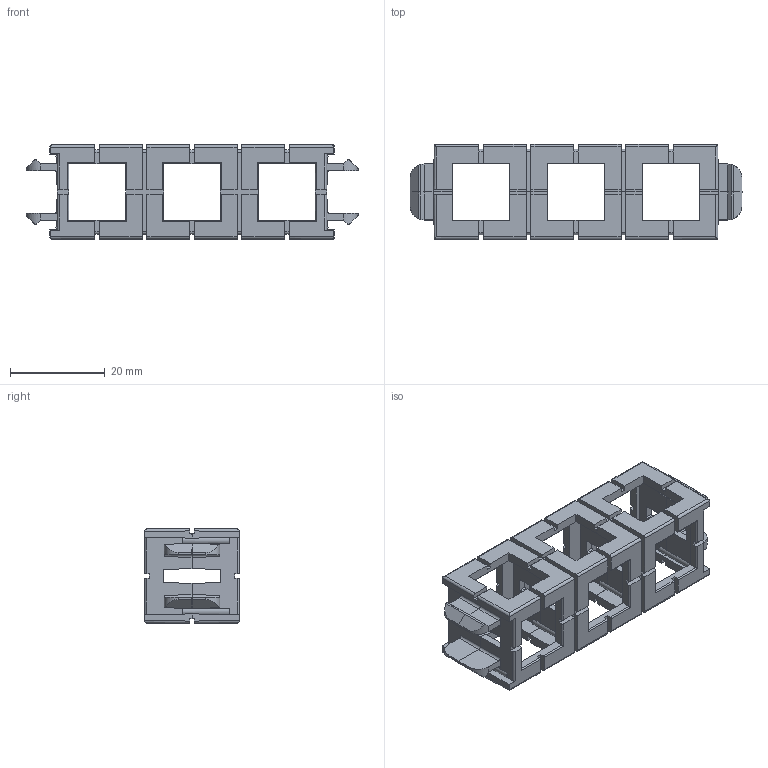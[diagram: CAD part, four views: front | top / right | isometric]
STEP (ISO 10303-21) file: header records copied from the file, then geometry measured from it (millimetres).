
FILE_DESCRIPTION (( 'STEP AP203' ), '1' );
FILE_NAME ('20-20008d.STEP', '2014-04-13T23:53:42', ( 'Nicholas Morozovsky' ), ( '' ), 'SwSTEP 2.0', 'SolidWorks 2012', '' );
FILE_SCHEMA (( 'CONFIG_CONTROL_DESIGN' ));
Length unit declared in the file: millimetre
Products named in the file (1): 20-20008d
Bounding box: 70 x 20 x 19.99 mm (x, y, z)
Volume: 6369.5 mm3; surface area: 9427.8 mm2
Topology: 2 solids, 2 shells, 686 faces, 2032 edges, 1328 vertices
Faces by surface type: plane 434, cylinder 188, cone 40, torus 24
Entity records: 22795 total; most frequent: CARTESIAN_POINT 4943, ORIENTED_EDGE 4032, DIRECTION 3414, EDGE_CURVE 2016, LINE 1432, VECTOR 1432, VERTEX_POINT 1328, AXIS2_PLACEMENT_3D 991
